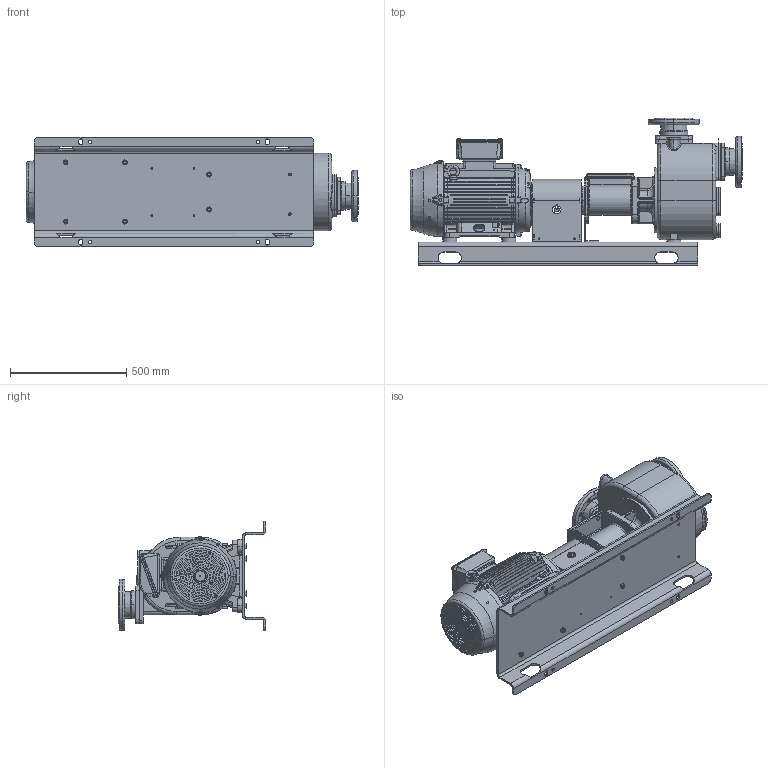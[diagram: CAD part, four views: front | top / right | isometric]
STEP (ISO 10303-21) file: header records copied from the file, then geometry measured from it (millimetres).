
FILE_DESCRIPTION((''),'2;1');
FILE_NAME('S108_K_B_FIT','2020-04-14T16:22:23',('Nicola'),(''),'CREO PARAMETRIC BY PTC INC, 2019471','CREO PARAMETRIC BY PTC INC, 2019471','');
FILE_SCHEMA(('CONFIG_CONTROL_DESIGN'));
Products named in the file (1): S108_K_B_FIT
Bounding box: 1425.15 x 632 x 470 mm (x, y, z)
Volume: 83389760.2 mm3; surface area: 4870183.9 mm2
Topology: 5 solids, 5 shells, 3354 faces, 9054 edges, 5787 vertices
Faces by surface type: plane 1401, cylinder 1113, cone 415, bspline 259, torus 128, sphere 14, extrusion 12, revolution 12
Entity records: 141082 total; most frequent: CARTESIAN_POINT 58334, ORIENTED_EDGE 18054, DIRECTION 16416, EDGE_CURVE 9027, AXIS2_PLACEMENT_3D 6135, VERTEX_POINT 5787, VECTOR 4134, LINE 4122
